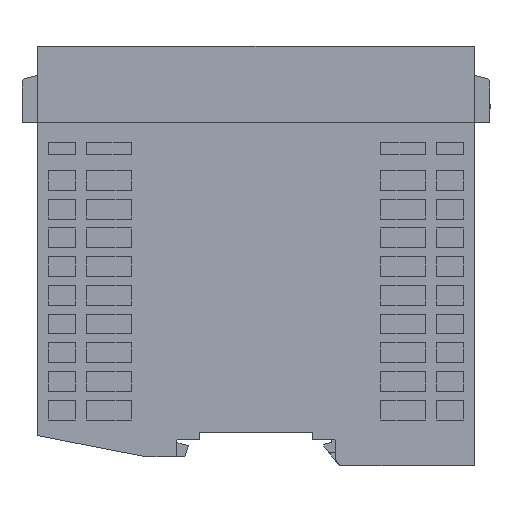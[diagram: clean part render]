
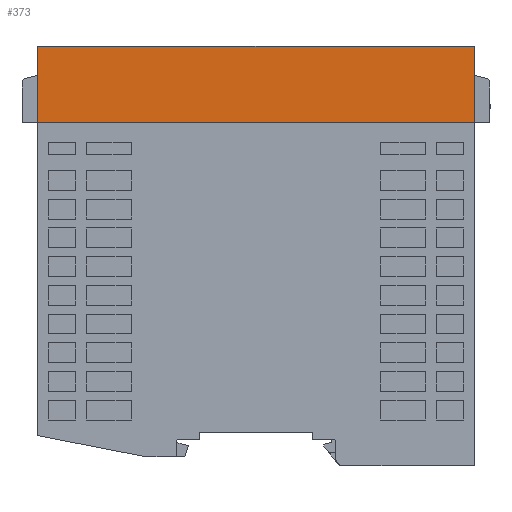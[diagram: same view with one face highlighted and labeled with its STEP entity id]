
A CAD part, left-side view. The second image highlights one B-rep face of the part: STEP entity #373.
In plain terms, the highlighted planar face has unit normal (-1, 0, 0).
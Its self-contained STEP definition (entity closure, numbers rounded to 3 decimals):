
#373=ADVANCED_FACE('',(#1434),#1435,.F.);
#1434=FACE_OUTER_BOUND('',#2982,.T.);
#1435=PLANE('',#2983);
#2982=EDGE_LOOP('',(#6408,#6409,#6410,#6411));
#2983=AXIS2_PLACEMENT_3D('',#6412,#6413,#6414);
#6408=ORIENTED_EDGE('',*,*,#10625,.T.);
#6409=ORIENTED_EDGE('',*,*,#10648,.F.);
#6410=ORIENTED_EDGE('',*,*,#10658,.F.);
#6411=ORIENTED_EDGE('',*,*,#10659,.T.);
#6412=CARTESIAN_POINT('',(0.1,102.4,77.8));
#6413=DIRECTION('',(1.0,0.,0.0));
#6414=DIRECTION('',(0.,1.0,0.));
#10625=EDGE_CURVE('',#13099,#13097,#13100,.T.);
#10648=EDGE_CURVE('',#13133,#13097,#13135,.T.);
#10658=EDGE_CURVE('',#13149,#13133,#13150,.T.);
#10659=EDGE_CURVE('',#13149,#13099,#13151,.T.);
#13097=VERTEX_POINT('',#17071);
#13099=VERTEX_POINT('',#17074);
#13100=LINE('',#17075,#17076);
#13133=VERTEX_POINT('',#17127);
#13135=LINE('',#17130,#17131);
#13149=VERTEX_POINT('',#17153);
#13150=LINE('',#17154,#17155);
#13151=LINE('',#17156,#17157);
#17071=CARTESIAN_POINT('',(0.1,102.4,95.));
#17074=CARTESIAN_POINT('',(0.1,3.6,95.));
#17075=CARTESIAN_POINT('',(0.1,53.,95.));
#17076=VECTOR('',#20523,1.0);
#17127=CARTESIAN_POINT('',(0.1,102.4,77.8));
#17130=CARTESIAN_POINT('',(0.1,102.4,77.8));
#17131=VECTOR('',#20552,1.0);
#17153=CARTESIAN_POINT('',(0.1,3.6,77.8));
#17154=CARTESIAN_POINT('',(0.1,53.,77.8));
#17155=VECTOR('',#20564,1.0);
#17156=CARTESIAN_POINT('',(0.1,3.6,77.8));
#17157=VECTOR('',#20565,1.0);
#20523=DIRECTION('',(0.,1.0,0.));
#20552=DIRECTION('',(0.0,0.0,1.0));
#20564=DIRECTION('',(0.,1.0,0.));
#20565=DIRECTION('',(0.0,0.0,1.0));
